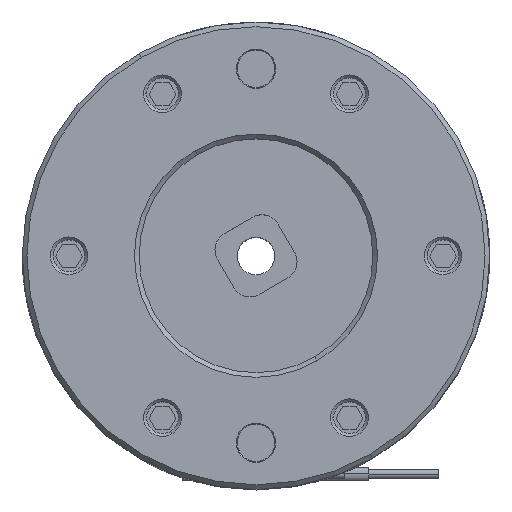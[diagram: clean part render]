
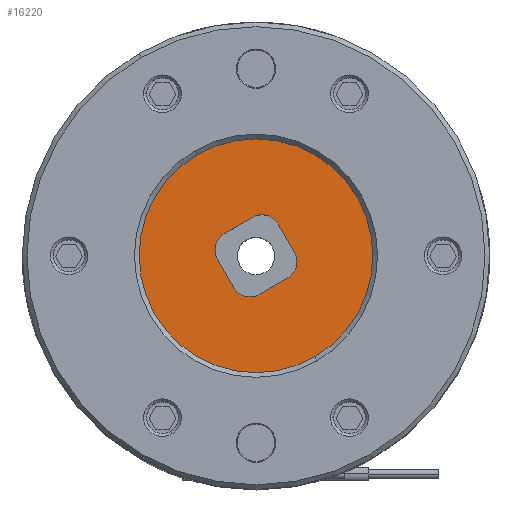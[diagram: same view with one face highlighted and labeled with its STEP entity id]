
A CAD part, top view. The second image highlights one B-rep face of the part: STEP entity #16220.
In plain terms, the highlighted face is planar.
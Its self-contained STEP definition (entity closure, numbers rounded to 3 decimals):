
#82 = CIRCLE ( 'NONE', #22862, 4. ) ;
#171 = AXIS2_PLACEMENT_3D ( 'NONE', #22948, #12306, #22723 ) ;
#528 = DIRECTION ( 'NONE',  ( 0., 0., -1. ) ) ;
#873 = DIRECTION ( 'NONE',  ( 0., 0., -1. ) ) ;
#1017 = DIRECTION ( 'NONE',  ( 0., 1., 0. ) ) ;
#1508 = CARTESIAN_POINT ( 'NONE',  ( 3.5, -7.5, 6.5 ) ) ;
#1775 = CARTESIAN_POINT ( 'NONE',  ( -7.5, 3.5, 6.5 ) ) ;
#2418 = CIRCLE ( 'NONE', #171, 4. ) ;
#2536 = EDGE_CURVE ( 'NONE', #9943, #16912, #5320, .T. ) ;
#2639 = VECTOR ( 'NONE', #21342, 1000. ) ;
#3765 = CARTESIAN_POINT ( 'NONE',  ( -25., 0., 6.5 ) ) ;
#3779 = VERTEX_POINT ( 'NONE', #14484 ) ;
#3959 = DIRECTION ( 'NONE',  ( 0., 0., -1. ) ) ;
#4064 = DIRECTION ( 'NONE',  ( -1., 0., 0. ) ) ;
#4877 = DIRECTION ( 'NONE',  ( -1., 0., 0. ) ) ;
#5320 = CIRCLE ( 'NONE', #11589, 25. ) ;
#5480 = DIRECTION ( 'NONE',  ( -1., 0., 0. ) ) ;
#5902 = CARTESIAN_POINT ( 'NONE',  ( 7.5, 3.5, 6.5 ) ) ;
#6748 = FACE_BOUND ( 'NONE', #28071, .T. ) ;
#7553 = VECTOR ( 'NONE', #7630, 1000. ) ;
#7630 = DIRECTION ( 'NONE',  ( 1., 0., 0. ) ) ;
#7734 = AXIS2_PLACEMENT_3D ( 'NONE', #17321, #17213, #4877 ) ;
#8028 = ORIENTED_EDGE ( 'NONE', *, *, #14432, .F. ) ;
#8512 = VERTEX_POINT ( 'NONE', #31600 ) ;
#8565 = EDGE_CURVE ( 'NONE', #16912, #9943, #27507, .T. ) ;
#8754 = VERTEX_POINT ( 'NONE', #14584 ) ;
#9172 = ORIENTED_EDGE ( 'NONE', *, *, #15715, .F. ) ;
#9943 = VERTEX_POINT ( 'NONE', #3765 ) ;
#10409 = LINE ( 'NONE', #1508, #15203 ) ;
#10427 = CARTESIAN_POINT ( 'NONE',  ( -3.5, -3.5, 6.5 ) ) ;
#10869 = CARTESIAN_POINT ( 'NONE',  ( -7.5, -3.5, 6.5 ) ) ;
#11260 = CARTESIAN_POINT ( 'NONE',  ( -3.5, -7.5, 6.5 ) ) ;
#11575 = CARTESIAN_POINT ( 'NONE',  ( 0., 0., 6.5 ) ) ;
#11589 = AXIS2_PLACEMENT_3D ( 'NONE', #13490, #528, #26252 ) ;
#12050 = VERTEX_POINT ( 'NONE', #1775 ) ;
#12306 = DIRECTION ( 'NONE',  ( 0., 0., -1. ) ) ;
#13490 = CARTESIAN_POINT ( 'NONE',  ( 0., 0., 6.5 ) ) ;
#13626 = CIRCLE ( 'NONE', #18792, 4. ) ;
#14432 = EDGE_CURVE ( 'NONE', #8512, #8754, #2418, .T. ) ;
#14484 = CARTESIAN_POINT ( 'NONE',  ( 7.5, 3.5, 6.5 ) ) ;
#14584 = CARTESIAN_POINT ( 'NONE',  ( 3.5, -7.5, 6.5 ) ) ;
#14608 = ORIENTED_EDGE ( 'NONE', *, *, #24203, .F. ) ;
#15203 = VECTOR ( 'NONE', #4064, 1000. ) ;
#15488 = VECTOR ( 'NONE', #1017, 1000. ) ;
#15715 = EDGE_CURVE ( 'NONE', #18140, #3779, #17168, .T. ) ;
#16126 = ORIENTED_EDGE ( 'NONE', *, *, #22981, .F. ) ;
#16220 = ADVANCED_FACE ( 'NONE', ( #29547, #6748 ), #31575, .T. ) ;
#16675 = EDGE_CURVE ( 'NONE', #18981, #18140, #17550, .T. ) ;
#16912 = VERTEX_POINT ( 'NONE', #29904 ) ;
#17168 = CIRCLE ( 'NONE', #7734, 4. ) ;
#17213 = DIRECTION ( 'NONE',  ( 0., 0., -1. ) ) ;
#17275 = ORIENTED_EDGE ( 'NONE', *, *, #8565, .T. ) ;
#17321 = CARTESIAN_POINT ( 'NONE',  ( 3.5, 3.5, 6.5 ) ) ;
#17402 = CARTESIAN_POINT ( 'NONE',  ( -7.5, -3.5, 6.5 ) ) ;
#17550 = LINE ( 'NONE', #27739, #7553 ) ;
#18140 = VERTEX_POINT ( 'NONE', #28152 ) ;
#18792 = AXIS2_PLACEMENT_3D ( 'NONE', #10427, #31082, #5480 ) ;
#18826 = CARTESIAN_POINT ( 'NONE',  ( 0., 0., 6.5 ) ) ;
#18895 = EDGE_CURVE ( 'NONE', #31949, #12050, #23112, .T. ) ;
#18981 = VERTEX_POINT ( 'NONE', #24504 ) ;
#19487 = ORIENTED_EDGE ( 'NONE', *, *, #24731, .F. ) ;
#19533 = EDGE_CURVE ( 'NONE', #3779, #8512, #21439, .T. ) ;
#20549 = EDGE_LOOP ( 'NONE', ( #29111, #17275 ) ) ;
#21342 = DIRECTION ( 'NONE',  ( 0., -1., 0. ) ) ;
#21439 = LINE ( 'NONE', #5902, #2639 ) ;
#21536 = AXIS2_PLACEMENT_3D ( 'NONE', #11575, #3959, #31815 ) ;
#22723 = DIRECTION ( 'NONE',  ( -1., 0., 0. ) ) ;
#22862 = AXIS2_PLACEMENT_3D ( 'NONE', #29168, #873, #31739 ) ;
#22948 = CARTESIAN_POINT ( 'NONE',  ( 3.5, -3.5, 6.5 ) ) ;
#22981 = EDGE_CURVE ( 'NONE', #12050, #18981, #82, .T. ) ;
#23112 = LINE ( 'NONE', #10869, #15488 ) ;
#24155 = ORIENTED_EDGE ( 'NONE', *, *, #16675, .F. ) ;
#24203 = EDGE_CURVE ( 'NONE', #25500, #31949, #13626, .T. ) ;
#24504 = CARTESIAN_POINT ( 'NONE',  ( -3.5, 7.5, 6.5 ) ) ;
#24731 = EDGE_CURVE ( 'NONE', #8754, #25500, #10409, .T. ) ;
#25500 = VERTEX_POINT ( 'NONE', #11260 ) ;
#26252 = DIRECTION ( 'NONE',  ( -1., 0., 0. ) ) ;
#27507 = CIRCLE ( 'NONE', #21536, 25. ) ;
#27565 = ORIENTED_EDGE ( 'NONE', *, *, #19533, .F. ) ;
#27739 = CARTESIAN_POINT ( 'NONE',  ( -3.5, 7.5, 6.5 ) ) ;
#28071 = EDGE_LOOP ( 'NONE', ( #16126, #28928, #14608, #19487, #8028, #27565, #9172, #24155 ) ) ;
#28152 = CARTESIAN_POINT ( 'NONE',  ( 3.5, 7.5, 6.5 ) ) ;
#28928 = ORIENTED_EDGE ( 'NONE', *, *, #18895, .F. ) ;
#29111 = ORIENTED_EDGE ( 'NONE', *, *, #2536, .T. ) ;
#29168 = CARTESIAN_POINT ( 'NONE',  ( -3.5, 3.5, 6.5 ) ) ;
#29547 = FACE_OUTER_BOUND ( 'NONE', #20549, .T. ) ;
#29741 = AXIS2_PLACEMENT_3D ( 'NONE', #18826, #31235, #31681 ) ;
#29904 = CARTESIAN_POINT ( 'NONE',  ( 25., 0., 6.5 ) ) ;
#31082 = DIRECTION ( 'NONE',  ( 0., 0., -1. ) ) ;
#31235 = DIRECTION ( 'NONE',  ( 0., 0., -1. ) ) ;
#31575 = PLANE ( 'NONE',  #29741 ) ;
#31600 = CARTESIAN_POINT ( 'NONE',  ( 7.5, -3.5, 6.5 ) ) ;
#31681 = DIRECTION ( 'NONE',  ( -1., 0., 0. ) ) ;
#31739 = DIRECTION ( 'NONE',  ( -1., 0., 0. ) ) ;
#31815 = DIRECTION ( 'NONE',  ( -1., 0., 0. ) ) ;
#31949 = VERTEX_POINT ( 'NONE', #17402 ) ;
